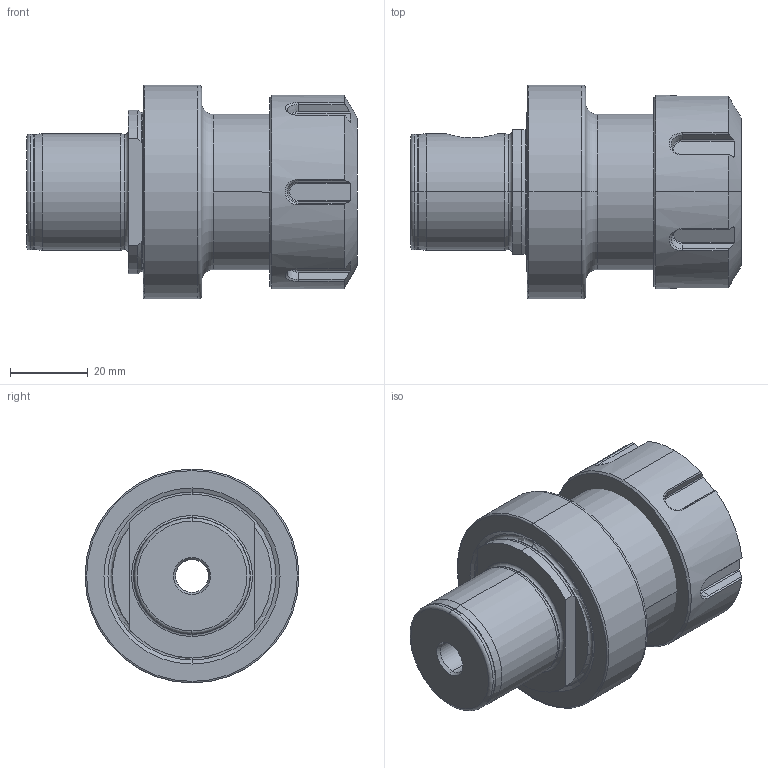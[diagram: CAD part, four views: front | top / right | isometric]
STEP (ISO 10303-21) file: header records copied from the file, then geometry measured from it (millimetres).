
FILE_DESCRIPTION (( 'STEP AP203' ), '1' );
FILE_NAME ('342.550.032.STEP', '2019-01-23T07:07:37', ( 'SWIAdmin' ), ( 'Hewlett-Packard Company' ), 'SwSTEP 2.0', 'SolidWorks 2017', '' );
FILE_SCHEMA (( 'CONFIG_CONTROL_DESIGN' ));
Length unit declared in the file: millimetre
Products named in the file (3): 342.550.032; MB5-E32.K01.055_C; E32-ER1.001.022
Assembly tree (2 placements, depth 2):
  342.550.032
    MB5-E32.K01.055_C
    E32-ER1.001.022
Bounding box: 85 x 55 x 55 mm (x, y, z)
Volume: 89093.9 mm3; surface area: 25909.5 mm2
Topology: 2 solids, 2 shells, 165 faces, 389 edges, 232 vertices
Faces by surface type: plane 60, cone 49, torus 30, cylinder 26
Entity records: 5559 total; most frequent: CARTESIAN_POINT 1481, DIRECTION 825, ORIENTED_EDGE 778, EDGE_CURVE 389, AXIS2_PLACEMENT_3D 337, VERTEX_POINT 232, EDGE_LOOP 175, CIRCLE 167
